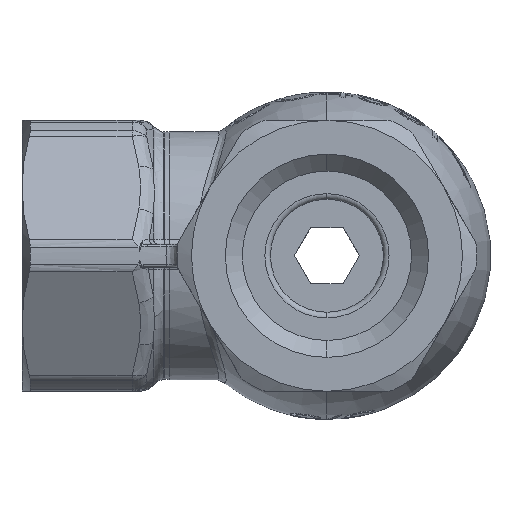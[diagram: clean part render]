
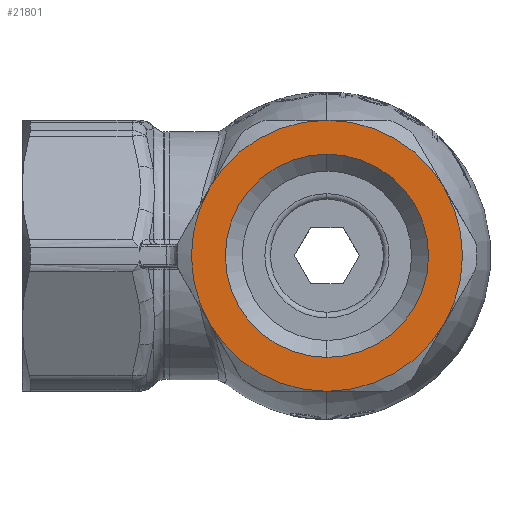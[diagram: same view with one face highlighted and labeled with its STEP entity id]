
A CAD part, front view. The second image highlights one B-rep face of the part: STEP entity #21801.
In plain terms, the highlighted planar face has unit normal (0, -1, 0).
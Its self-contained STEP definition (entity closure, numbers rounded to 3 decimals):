
#77 = EDGE_CURVE ( 'NONE', #6178, #21726, #11793, .T. ) ;
#3151 = CARTESIAN_POINT ( 'NONE',  ( 0., 0., 9. ) ) ;
#3209 = CARTESIAN_POINT ( 'NONE',  ( 0., 0., -9. ) ) ;
#3508 = DIRECTION ( 'NONE',  ( 0., 0., 1. ) ) ;
#3509 = DIRECTION ( 'NONE',  ( 0., 1., 0. ) ) ;
#3519 = AXIS2_PLACEMENT_3D ( 'NONE', #3530, #3509, #3508 ) ;
#3530 = CARTESIAN_POINT ( 'NONE',  ( 0., 0., 0. ) ) ;
#3532 = CIRCLE ( 'NONE', #3519, 9. ) ;
#5813 = ORIENTED_EDGE ( 'NONE', *, *, #77, .F. ) ;
#6178 = VERTEX_POINT ( 'NONE', #15309 ) ;
#11721 = CARTESIAN_POINT ( 'NONE',  ( 0., 0., 0. ) ) ;
#11790 = AXIS2_PLACEMENT_3D ( 'NONE', #11721, #11971, #11969 ) ;
#11793 = CIRCLE ( 'NONE', #11790, 12. ) ;
#11969 = DIRECTION ( 'NONE',  ( 0., 0., 1. ) ) ;
#11971 = DIRECTION ( 'NONE',  ( 0., 1., 0. ) ) ;
#15309 = CARTESIAN_POINT ( 'NONE',  ( 0., 0., -12. ) ) ;
#17805 = CIRCLE ( 'NONE', #17941, 9. ) ;
#17941 = AXIS2_PLACEMENT_3D ( 'NONE', #18031, #18029, #18027 ) ;
#18027 = DIRECTION ( 'NONE',  ( 0., 0., 1. ) ) ;
#18029 = DIRECTION ( 'NONE',  ( 0., 1., 0. ) ) ;
#18031 = CARTESIAN_POINT ( 'NONE',  ( 0., 0., 0. ) ) ;
#18408 = CARTESIAN_POINT ( 'NONE',  ( -10.392, 0., 6. ) ) ;
#18437 = CIRCLE ( 'NONE', #18451, 12. ) ;
#18451 = AXIS2_PLACEMENT_3D ( 'NONE', #18497, #18536, #18535 ) ;
#18455 = CARTESIAN_POINT ( 'NONE',  ( -10.392, 0., -6. ) ) ;
#18497 = CARTESIAN_POINT ( 'NONE',  ( 0., 0., 0. ) ) ;
#18531 = CIRCLE ( 'NONE', #18611, 12. ) ;
#18535 = DIRECTION ( 'NONE',  ( 0., 0., 1. ) ) ;
#18536 = DIRECTION ( 'NONE',  ( 0., 1., 0. ) ) ;
#18571 = DIRECTION ( 'NONE',  ( 0., 0., 1. ) ) ;
#18574 = DIRECTION ( 'NONE',  ( 0., 1., 0. ) ) ;
#18575 = CARTESIAN_POINT ( 'NONE',  ( 0., 0., 0. ) ) ;
#18611 = AXIS2_PLACEMENT_3D ( 'NONE', #18575, #18574, #18571 ) ;
#18626 = CIRCLE ( 'NONE', #18685, 12. ) ;
#18647 = CARTESIAN_POINT ( 'NONE',  ( 0., 0., 0. ) ) ;
#18678 = DIRECTION ( 'NONE',  ( 0., 0., 1. ) ) ;
#18679 = DIRECTION ( 'NONE',  ( 0., 1., 0. ) ) ;
#18680 = CARTESIAN_POINT ( 'NONE',  ( 0., 0., 0. ) ) ;
#18681 = AXIS2_PLACEMENT_3D ( 'NONE', #18680, #18679, #18678 ) ;
#18683 = DIRECTION ( 'NONE',  ( 0., 0., 1. ) ) ;
#18684 = DIRECTION ( 'NONE',  ( 0., 1., 0. ) ) ;
#18685 = AXIS2_PLACEMENT_3D ( 'NONE', #18647, #18684, #18683 ) ;
#18687 = CIRCLE ( 'NONE', #18681, 12. ) ;
#18692 = CARTESIAN_POINT ( 'NONE',  ( 10.392, 0., -6. ) ) ;
#18693 = CARTESIAN_POINT ( 'NONE',  ( 10.392, 0., 6. ) ) ;
#18713 = AXIS2_PLACEMENT_3D ( 'NONE', #18797, #18796, #18795 ) ;
#18714 = PLANE ( 'NONE',  #18713 ) ;
#18715 = CARTESIAN_POINT ( 'NONE',  ( 0., 0., 12. ) ) ;
#18729 = FACE_BOUND ( 'NONE', #21648, .T. ) ;
#18734 = CARTESIAN_POINT ( 'NONE',  ( 0., 0., 0. ) ) ;
#18739 = DIRECTION ( 'NONE',  ( 0., 1., 0. ) ) ;
#18741 = FACE_OUTER_BOUND ( 'NONE', #21802, .T. ) ;
#18743 = AXIS2_PLACEMENT_3D ( 'NONE', #18734, #18739, #18750 ) ;
#18750 = DIRECTION ( 'NONE',  ( 0., 0., 1. ) ) ;
#18755 = CIRCLE ( 'NONE', #18743, 12. ) ;
#18795 = DIRECTION ( 'NONE',  ( 0., 0., 1. ) ) ;
#18796 = DIRECTION ( 'NONE',  ( 0., 1., 0. ) ) ;
#18797 = CARTESIAN_POINT ( 'NONE',  ( 14., 0., 0. ) ) ;
#21602 = EDGE_CURVE ( 'NONE', #23288, #23438, #17805, .T. ) ;
#21648 = EDGE_LOOP ( 'NONE', ( #21714, #21703 ) ) ;
#21701 = VERTEX_POINT ( 'NONE', #18408 ) ;
#21703 = ORIENTED_EDGE ( 'NONE', *, *, #21602, .T. ) ;
#21712 = EDGE_CURVE ( 'NONE', #21803, #21772, #18437, .T. ) ;
#21714 = ORIENTED_EDGE ( 'NONE', *, *, #23447, .T. ) ;
#21726 = VERTEX_POINT ( 'NONE', #18455 ) ;
#21735 = ORIENTED_EDGE ( 'NONE', *, *, #21781, .F. ) ;
#21738 = ORIENTED_EDGE ( 'NONE', *, *, #21799, .F. ) ;
#21740 = ORIENTED_EDGE ( 'NONE', *, *, #21744, .F. ) ;
#21744 = EDGE_CURVE ( 'NONE', #21726, #21701, #18531, .T. ) ;
#21769 = EDGE_CURVE ( 'NONE', #21772, #21786, #18626, .T. ) ;
#21772 = VERTEX_POINT ( 'NONE', #18693 ) ;
#21777 = ORIENTED_EDGE ( 'NONE', *, *, #21769, .F. ) ;
#21781 = EDGE_CURVE ( 'NONE', #21701, #21803, #18687, .T. ) ;
#21786 = VERTEX_POINT ( 'NONE', #18692 ) ;
#21797 = ORIENTED_EDGE ( 'NONE', *, *, #21712, .F. ) ;
#21799 = EDGE_CURVE ( 'NONE', #21786, #6178, #18755, .T. ) ;
#21801 = ADVANCED_FACE ( 'NONE', ( #18729, #18741 ), #18714, .F. ) ;
#21802 = EDGE_LOOP ( 'NONE', ( #21797, #21735, #21740, #5813, #21738, #21777 ) ) ;
#21803 = VERTEX_POINT ( 'NONE', #18715 ) ;
#23288 = VERTEX_POINT ( 'NONE', #3151 ) ;
#23438 = VERTEX_POINT ( 'NONE', #3209 ) ;
#23447 = EDGE_CURVE ( 'NONE', #23438, #23288, #3532, .T. ) ;
